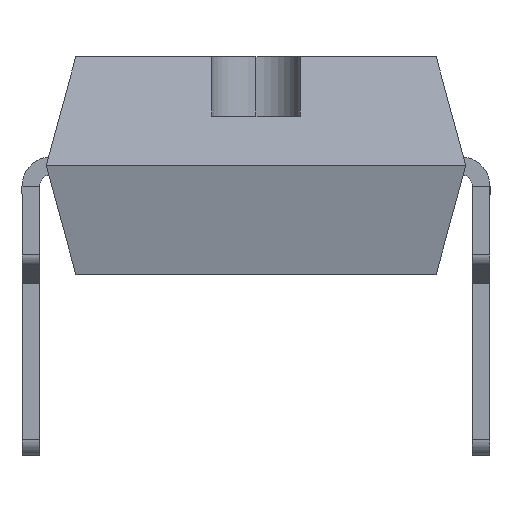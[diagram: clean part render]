
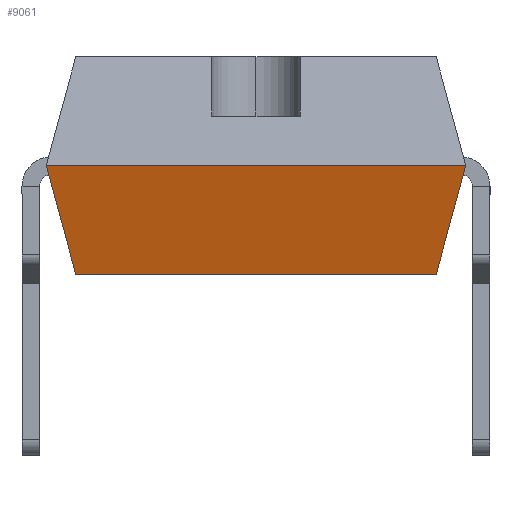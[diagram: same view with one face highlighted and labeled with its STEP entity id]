
A CAD part, left-side view. The second image highlights one B-rep face of the part: STEP entity #9061.
In plain terms, the highlighted planar face has unit normal (-0.965, 0, -0.263).
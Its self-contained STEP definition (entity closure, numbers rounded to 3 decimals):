
#61 = CARTESIAN_POINT ( 'NONE',  ( -11.12, 3.05, -1.838 ) ) ;
#738 = ORIENTED_EDGE ( 'NONE', *, *, #17544, .F. ) ;
#891 = DIRECTION ( 'NONE',  ( 0., -1., 0. ) ) ;
#1133 = VERTEX_POINT ( 'NONE', #3635 ) ;
#1508 = DIRECTION ( 'NONE',  ( 0.262, 0., -0.965 ) ) ;
#1967 = DIRECTION ( 'NONE',  ( 0., -1., 0. ) ) ;
#2508 = AXIS2_PLACEMENT_3D ( 'NONE', #21562, #3497, #1508 ) ;
#2626 = CARTESIAN_POINT ( 'NONE',  ( -11.12, -3.05, -1.838 ) ) ;
#3002 = LINE ( 'NONE', #11050, #8388 ) ;
#3497 = DIRECTION ( 'NONE',  ( 0.965, 0., 0.262 ) ) ;
#3635 = CARTESIAN_POINT ( 'NONE',  ( -11.62, 3.55, 0. ) ) ;
#3664 = EDGE_CURVE ( 'NONE', #1133, #4954, #7874, .T. ) ;
#4530 = LINE ( 'NONE', #12601, #15598 ) ;
#4954 = VERTEX_POINT ( 'NONE', #16638 ) ;
#5789 = VERTEX_POINT ( 'NONE', #61 ) ;
#7874 = LINE ( 'NONE', #15975, #13959 ) ;
#8388 = VECTOR ( 'NONE', #891, 1000. ) ;
#9061 = ADVANCED_FACE ( 'NONE', ( #15791 ), #13517, .F. ) ;
#10406 = ORIENTED_EDGE ( 'NONE', *, *, #3664, .F. ) ;
#11050 = CARTESIAN_POINT ( 'NONE',  ( -11.12, 3.05, -1.838 ) ) ;
#12588 = CARTESIAN_POINT ( 'NONE',  ( -11.12, -3.05, -1.838 ) ) ;
#12601 = CARTESIAN_POINT ( 'NONE',  ( -11.12, 3.05, -1.838 ) ) ;
#13199 = VERTEX_POINT ( 'NONE', #2626 ) ;
#13517 = PLANE ( 'NONE',  #2508 ) ;
#13959 = VECTOR ( 'NONE', #1967, 1000. ) ;
#14092 = ORIENTED_EDGE ( 'NONE', *, *, #16649, .T. ) ;
#15139 = EDGE_LOOP ( 'NONE', ( #14092, #10406, #738, #21065 ) ) ;
#15367 = DIRECTION ( 'NONE',  ( -0.254, 0.254, 0.933 ) ) ;
#15598 = VECTOR ( 'NONE', #15367, 1000. ) ;
#15791 = FACE_OUTER_BOUND ( 'NONE', #15139, .T. ) ;
#15975 = CARTESIAN_POINT ( 'NONE',  ( -11.62, 3.55, 0. ) ) ;
#16638 = CARTESIAN_POINT ( 'NONE',  ( -11.62, -3.55, 0. ) ) ;
#16649 = EDGE_CURVE ( 'NONE', #13199, #4954, #22579, .T. ) ;
#17544 = EDGE_CURVE ( 'NONE', #5789, #1133, #4530, .T. ) ;
#18641 = DIRECTION ( 'NONE',  ( -0.254, -0.254, 0.933 ) ) ;
#20532 = VECTOR ( 'NONE', #18641, 1000. ) ;
#20707 = EDGE_CURVE ( 'NONE', #5789, #13199, #3002, .T. ) ;
#21065 = ORIENTED_EDGE ( 'NONE', *, *, #20707, .T. ) ;
#21562 = CARTESIAN_POINT ( 'NONE',  ( -10.819, 0., -2.943 ) ) ;
#22579 = LINE ( 'NONE', #12588, #20532 ) ;
